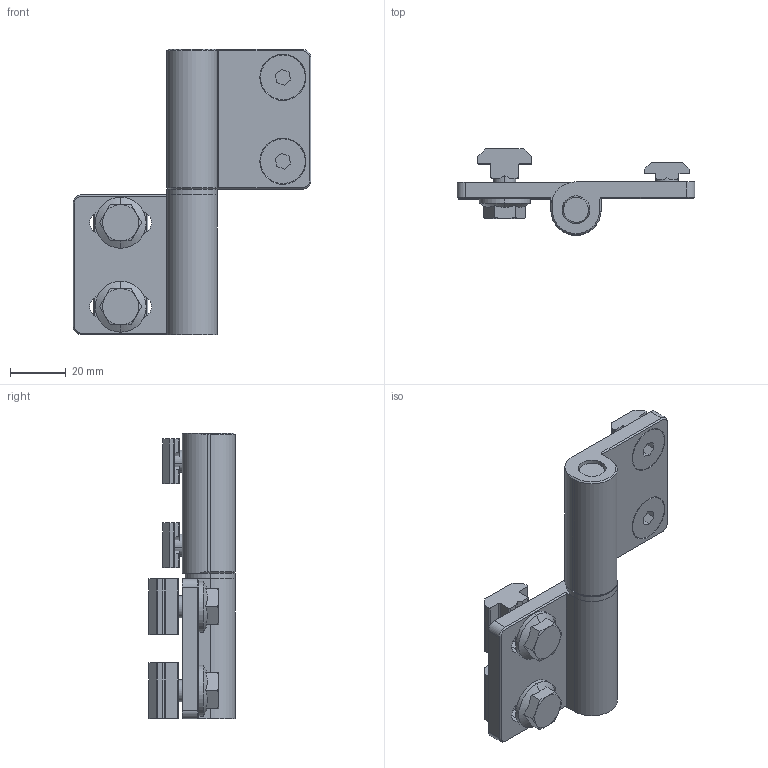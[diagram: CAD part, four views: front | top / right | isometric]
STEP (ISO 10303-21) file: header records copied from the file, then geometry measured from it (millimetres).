
FILE_DESCRIPTION(('STEP AP214'),'1');
FILE_NAME('fath_095071.stp','2017-05-08T08:27:09',('TraceParts'),('TraceParts S.A.'),'Spatial InterOp 3D',' ',' ');
FILE_SCHEMA(('automotive_design'));
Length unit declared in the file: millimetre
Products named in the file (12): fath_095071_1; fath_095071_2; fath_095071_3; fath_095071_4; fath_095071_5; fath_095071_6; fath_095071_7; fath_095071_8; fath_095071_9; fath_095071_10; fath_095071_11; fath_095071_12
Bounding box: 85 x 31 x 102 mm (x, y, z)
Volume: 58861.1 mm3; surface area: 30327.8 mm2
Topology: 12 solids, 12 shells, 1097 faces, 2359 edges, 1286 vertices
Faces by surface type: plane 944, cylinder 117, cone 36
Entity records: 37841 total; most frequent: DIRECTION 5157, CARTESIAN_POINT 5088, ORIENTED_EDGE 4718, EDGE_CURVE 2359, AXIS2_PLACEMENT_3D 1755, LINE 1647, VECTOR 1647, VERTEX_POINT 1286
